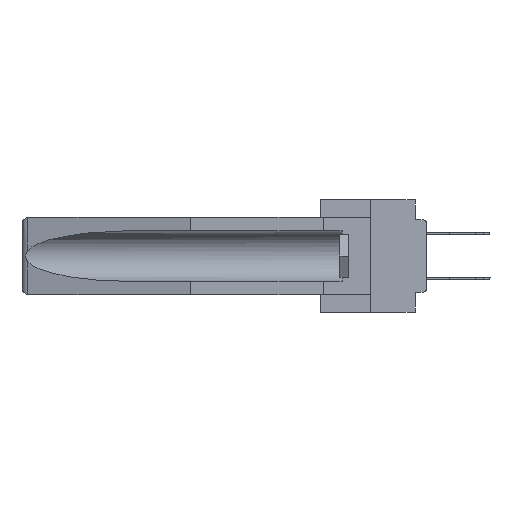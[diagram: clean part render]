
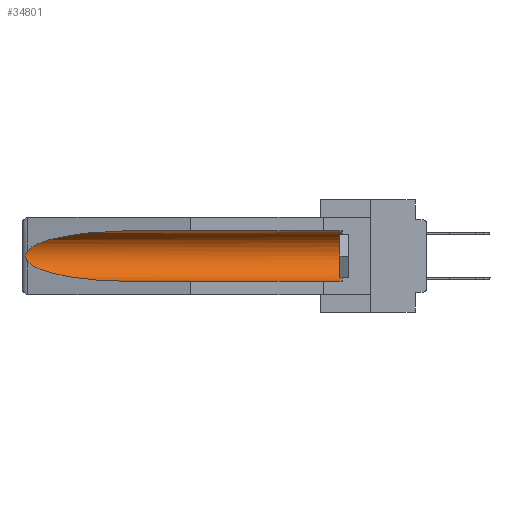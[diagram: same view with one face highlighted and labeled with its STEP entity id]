
A CAD part, left-side view. The second image highlights one B-rep face of the part: STEP entity #34801.
In plain terms, the highlighted cylindrical face has radius 2.857 mm (diameter 5.715 mm), a partial arc.
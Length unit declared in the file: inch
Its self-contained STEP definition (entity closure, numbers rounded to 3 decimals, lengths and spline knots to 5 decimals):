
#202 = CARTESIAN_POINT ( 'NONE',  ( 0.25451, 1.48313, -0.09465 ) ) ;
#305 = ORIENTED_EDGE ( 'NONE', *, *, #17733, .F. ) ;
#1505 = DIRECTION ( 'NONE',  ( 0., 0., 1. ) ) ;
#2686 =( BOUNDED_CURVE ( )  B_SPLINE_CURVE ( 3, ( #8604, #16862, #202, #5921 ),
 .UNSPECIFIED., .F., .F. ) 
 B_SPLINE_CURVE_WITH_KNOTS ( ( 4, 4 ),
 ( 4.71239, 6.08839 ),
 .UNSPECIFIED. ) 
 CURVE ( )  GEOMETRIC_REPRESENTATION_ITEM ( )  RATIONAL_B_SPLINE_CURVE ( ( 1., 0.848, 0.848, 1. ) ) 
 REPRESENTATION_ITEM ( '' )  );
#3364 = EDGE_CURVE ( 'NONE', #11817, #33792, #2686, .T. ) ;
#3523 = DIRECTION ( 'NONE',  ( 0., -1., 0. ) ) ;
#3545 = ORIENTED_EDGE ( 'NONE', *, *, #3990, .T. ) ;
#3851 = B_SPLINE_CURVE_WITH_KNOTS ( 'NONE', 3,
 ( #13698, #22062, #27983, #33551, #33095, #30561, #16621, #33436, #27760, #19510 ),
 .UNSPECIFIED., .F., .F.,
 ( 4, 2, 2, 2, 4 ),
 ( 0., 0.00029, 0.00058, 0.00087, 0.00117 ),
 .UNSPECIFIED. ) ;
#3990 = EDGE_CURVE ( 'NONE', #21403, #12400, #28054, .T. ) ;
#4028 = CYLINDRICAL_SURFACE ( 'NONE', #25779, 0.1125 ) ;
#4167 = CARTESIAN_POINT ( 'NONE',  ( 0.155, 0.126, -0.1715 ) ) ;
#5513 = CARTESIAN_POINT ( 'NONE',  ( 0.155, 0.126, -0.284 ) ) ;
#5581 = CARTESIAN_POINT ( 'NONE',  ( 0.155, -0.30754, -0.284 ) ) ;
#5921 = CARTESIAN_POINT ( 'NONE',  ( 0.26537, 1.52718, -0.14972 ) ) ;
#6292 = VERTEX_POINT ( 'NONE', #5513 ) ;
#6747 = ORIENTED_EDGE ( 'NONE', *, *, #13385, .T. ) ;
#8604 = CARTESIAN_POINT ( 'NONE',  ( 0.155, 1.07973, -0.059 ) ) ;
#9097 = FACE_OUTER_BOUND ( 'NONE', #12278, .T. ) ;
#9776 = CARTESIAN_POINT ( 'NONE',  ( 0.155, 1.07973, -0.284 ) ) ;
#10238 = VECTOR ( 'NONE', #31666, 39.37008 ) ;
#10848 = CARTESIAN_POINT ( 'NONE',  ( 0.155, -0.30754, -0.1715 ) ) ;
#10878 = VECTOR ( 'NONE', #25314, 39.37008 ) ;
#11427 = VERTEX_POINT ( 'NONE', #29069 ) ;
#11817 = VERTEX_POINT ( 'NONE', #25729 ) ;
#12278 = EDGE_LOOP ( 'NONE', ( #31177, #12673, #3545, #305, #6747, #23959 ) ) ;
#12400 = VERTEX_POINT ( 'NONE', #9776 ) ;
#12622 = LINE ( 'NONE', #5581, #10878 ) ;
#12673 = ORIENTED_EDGE ( 'NONE', *, *, #31340, .T. ) ;
#13185 = CARTESIAN_POINT ( 'NONE',  ( 0.155, 1.07973, -0.284 ) ) ;
#13385 = EDGE_CURVE ( 'NONE', #6292, #11427, #27522, .T. ) ;
#13698 = CARTESIAN_POINT ( 'NONE',  ( 0.26537, 1.52718, -0.14972 ) ) ;
#16621 = CARTESIAN_POINT ( 'NONE',  ( 0.2673, 1.53269, -0.17917 ) ) ;
#16862 = CARTESIAN_POINT ( 'NONE',  ( 0.21114, 1.30732, -0.059 ) ) ;
#17733 = EDGE_CURVE ( 'NONE', #6292, #12400, #12622, .T. ) ;
#18413 = CARTESIAN_POINT ( 'NONE',  ( 0.25451, 1.48313, -0.24835 ) ) ;
#19353 = LINE ( 'NONE', #33830, #10238 ) ;
#19510 = CARTESIAN_POINT ( 'NONE',  ( 0.26537, 1.52718, -0.19328 ) ) ;
#19777 = CARTESIAN_POINT ( 'NONE',  ( 0.26537, 1.52718, -0.19328 ) ) ;
#21403 = VERTEX_POINT ( 'NONE', #19777 ) ;
#22062 = CARTESIAN_POINT ( 'NONE',  ( 0.26597, 1.52961, -0.15275 ) ) ;
#22136 = DIRECTION ( 'NONE',  ( 0., 0., 1. ) ) ;
#23519 = CARTESIAN_POINT ( 'NONE',  ( 0.26537, 1.52718, -0.14972 ) ) ;
#23920 = AXIS2_PLACEMENT_3D ( 'NONE', #4167, #3523, #1505 ) ;
#23959 = ORIENTED_EDGE ( 'NONE', *, *, #33731, .T. ) ;
#25314 = DIRECTION ( 'NONE',  ( 0., 1., 0. ) ) ;
#25729 = CARTESIAN_POINT ( 'NONE',  ( 0.155, 1.07973, -0.059 ) ) ;
#25779 = AXIS2_PLACEMENT_3D ( 'NONE', #10848, #33278, #22136 ) ;
#27522 = CIRCLE ( 'NONE', #23920, 0.1125 ) ;
#27760 = CARTESIAN_POINT ( 'NONE',  ( 0.26597, 1.5296, -0.19026 ) ) ;
#27983 = CARTESIAN_POINT ( 'NONE',  ( 0.26654, 1.53092, -0.15636 ) ) ;
#28054 =( BOUNDED_CURVE ( )  B_SPLINE_CURVE ( 3, ( #35154, #18413, #32483, #13185 ),
 .UNSPECIFIED., .F., .F. ) 
 B_SPLINE_CURVE_WITH_KNOTS ( ( 4, 4 ),
 ( 0.1948, 1.5708 ),
 .UNSPECIFIED. ) 
 CURVE ( )  GEOMETRIC_REPRESENTATION_ITEM ( )  RATIONAL_B_SPLINE_CURVE ( ( 1., 0.848, 0.848, 1. ) ) 
 REPRESENTATION_ITEM ( '' )  );
#29069 = CARTESIAN_POINT ( 'NONE',  ( 0.155, 0.126, -0.059 ) ) ;
#30561 = CARTESIAN_POINT ( 'NONE',  ( 0.2675, 1.53308, -0.17534 ) ) ;
#31177 = ORIENTED_EDGE ( 'NONE', *, *, #3364, .T. ) ;
#31340 = EDGE_CURVE ( 'NONE', #33792, #21403, #3851, .T. ) ;
#31666 = DIRECTION ( 'NONE',  ( 0., 1., 0. ) ) ;
#32483 = CARTESIAN_POINT ( 'NONE',  ( 0.21114, 1.30732, -0.284 ) ) ;
#33095 = CARTESIAN_POINT ( 'NONE',  ( 0.2675, 1.53308, -0.16763 ) ) ;
#33278 = DIRECTION ( 'NONE',  ( 0., 1., 0. ) ) ;
#33436 = CARTESIAN_POINT ( 'NONE',  ( 0.26655, 1.53094, -0.18657 ) ) ;
#33551 = CARTESIAN_POINT ( 'NONE',  ( 0.2673, 1.5327, -0.16383 ) ) ;
#33731 = EDGE_CURVE ( 'NONE', #11427, #11817, #19353, .T. ) ;
#33792 = VERTEX_POINT ( 'NONE', #23519 ) ;
#33830 = CARTESIAN_POINT ( 'NONE',  ( 0.155, -0.30754, -0.059 ) ) ;
#34801 = ADVANCED_FACE ( 'NONE', ( #9097 ), #4028, .F. ) ;
#35154 = CARTESIAN_POINT ( 'NONE',  ( 0.26537, 1.52718, -0.19328 ) ) ;
